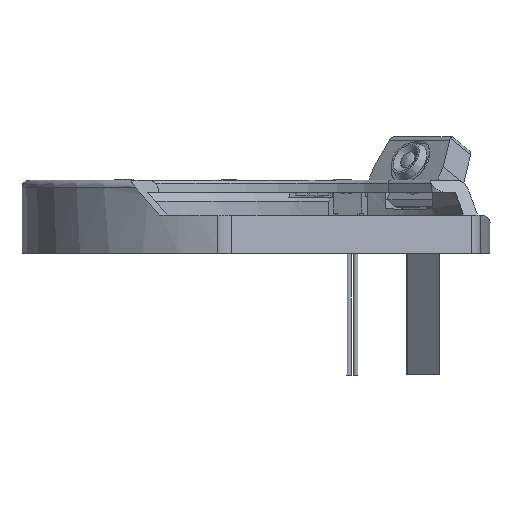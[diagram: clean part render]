
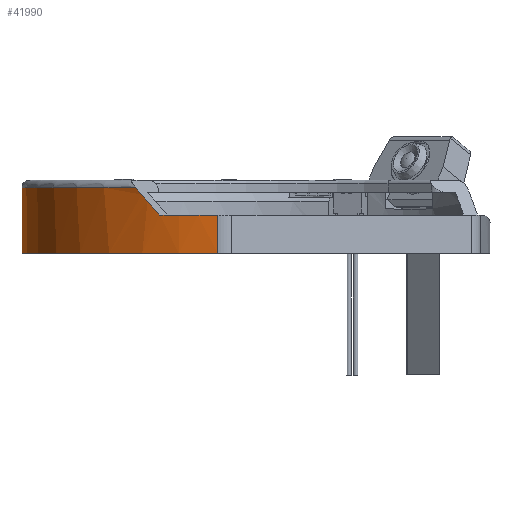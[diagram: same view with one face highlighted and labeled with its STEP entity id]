
A CAD part, left-side view. The second image highlights one B-rep face of the part: STEP entity #41990.
In plain terms, the highlighted cylindrical face has radius 30.7 mm (diameter 61.4 mm), a partial arc.
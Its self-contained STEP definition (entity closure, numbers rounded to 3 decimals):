
#28=ELLIPSE('',#42957,43.416,30.7);
#29=ELLIPSE('',#42959,43.416,30.7);
#715=CIRCLE('',#42907,30.7);
#724=CIRCLE('',#42923,30.7);
#732=CIRCLE('',#42942,30.7);
#739=CIRCLE('',#42958,30.7);
#812=CYLINDRICAL_SURFACE('',#42956,30.7);
#1664=FACE_OUTER_BOUND('',#2206,.T.);
#2206=EDGE_LOOP('',(#40879,#40880,#40881,#40882,#40883,#40884,#40885,#40886,
#40887));
#9621=LINE('',#67653,#17080);
#9650=LINE('',#67826,#17109);
#9651=LINE('',#67830,#17110);
#17080=VECTOR('',#51839,10.);
#17109=VECTOR('',#51944,10.);
#17110=VECTOR('',#51947,10.);
#24520=VERTEX_POINT('',#67616);
#24521=VERTEX_POINT('',#67618);
#24534=VERTEX_POINT('',#67649);
#24537=VERTEX_POINT('',#67660);
#24569=VERTEX_POINT('',#67774);
#24570=VERTEX_POINT('',#67775);
#24577=VERTEX_POINT('',#67825);
#24578=VERTEX_POINT('',#67827);
#24579=VERTEX_POINT('',#67829);
#32240=EDGE_CURVE('',#24521,#24520,#715,.T.);
#32258=EDGE_CURVE('',#24521,#24534,#9621,.T.);
#32262=EDGE_CURVE('',#24534,#24537,#724,.T.);
#32300=EDGE_CURVE('',#24569,#24570,#732,.T.);
#32314=EDGE_CURVE('',#24570,#24520,#28,.T.);
#32315=EDGE_CURVE('',#24569,#24577,#9650,.T.);
#32316=EDGE_CURVE('',#24577,#24578,#739,.T.);
#32317=EDGE_CURVE('',#24578,#24579,#9651,.T.);
#32318=EDGE_CURVE('',#24537,#24579,#29,.T.);
#40879=ORIENTED_EDGE('',*,*,#32258,.F.);
#40880=ORIENTED_EDGE('',*,*,#32240,.T.);
#40881=ORIENTED_EDGE('',*,*,#32314,.F.);
#40882=ORIENTED_EDGE('',*,*,#32300,.F.);
#40883=ORIENTED_EDGE('',*,*,#32315,.T.);
#40884=ORIENTED_EDGE('',*,*,#32316,.T.);
#40885=ORIENTED_EDGE('',*,*,#32317,.T.);
#40886=ORIENTED_EDGE('',*,*,#32318,.F.);
#40887=ORIENTED_EDGE('',*,*,#32262,.F.);
#41990=ADVANCED_FACE('',(#1664),#812,.T.);
#42907=AXIS2_PLACEMENT_3D('',#67619,#51806,#51807);
#42923=AXIS2_PLACEMENT_3D('',#67661,#51848,#51849);
#42942=AXIS2_PLACEMENT_3D('',#67776,#51909,#51910);
#42956=AXIS2_PLACEMENT_3D('',#67823,#51940,#51941);
#42957=AXIS2_PLACEMENT_3D('',#67824,#51942,#51943);
#42958=AXIS2_PLACEMENT_3D('',#67828,#51945,#51946);
#42959=AXIS2_PLACEMENT_3D('',#67831,#51948,#51949);
#51806=DIRECTION('center_axis',(0.,0.,-1.));
#51807=DIRECTION('ref_axis',(-0.318,-0.948,0.));
#51839=DIRECTION('',(0.,0.,-1.));
#51848=DIRECTION('center_axis',(0.,0.,-1.));
#51849=DIRECTION('ref_axis',(-0.318,-0.948,0.));
#51909=DIRECTION('center_axis',(0.,0.,1.));
#51910=DIRECTION('ref_axis',(0.391,0.92,0.));
#51940=DIRECTION('center_axis',(0.,0.,-1.));
#51941=DIRECTION('ref_axis',(0.252,0.968,0.));
#51942=DIRECTION('center_axis',(-0.352,-0.613,0.707));
#51943=DIRECTION('ref_axis',(-0.352,-0.613,-0.707));
#51944=DIRECTION('',(0.,0.,-1.));
#51945=DIRECTION('center_axis',(0.,0.,-1.));
#51946=DIRECTION('ref_axis',(-0.318,-0.948,0.));
#51947=DIRECTION('',(0.,0.,-1.));
#51948=DIRECTION('center_axis',(-0.299,-0.641,-0.707));
#51949=DIRECTION('ref_axis',(-0.299,-0.641,0.707));
#67616=CARTESIAN_POINT('',(-27.993,12.604,-3.));
#67618=CARTESIAN_POINT('',(-30.287,5.019,-3.));
#67619=CARTESIAN_POINT('Origin',(0.,0.,-3.));
#67649=CARTESIAN_POINT('',(-30.287,5.019,-8.));
#67653=CARTESIAN_POINT('',(-30.287,5.019,0.));
#67660=CARTESIAN_POINT('',(29.51,-8.465,-8.));
#67661=CARTESIAN_POINT('Origin',(0.,0.,-8.));
#67774=CARTESIAN_POINT('',(29.892,-6.996,0.6));
#67775=CARTESIAN_POINT('',(-26.324,15.797,0.6));
#67776=CARTESIAN_POINT('Origin',(0.,0.,0.6));
#67823=CARTESIAN_POINT('Origin',(0.,0.,0.));
#67824=CARTESIAN_POINT('Origin',(0.,0.,0.));
#67825=CARTESIAN_POINT('',(29.892,-6.996,-4.25));
#67826=CARTESIAN_POINT('',(29.892,-6.996,0.));
#67827=CARTESIAN_POINT('',(28.891,-10.383,-4.25));
#67828=CARTESIAN_POINT('Origin',(0.,0.,-4.25));
#67829=CARTESIAN_POINT('',(28.891,-10.383,-6.));
#67830=CARTESIAN_POINT('',(28.891,-10.383,0.));
#67831=CARTESIAN_POINT('Origin',(0.,0.,-3.2));
